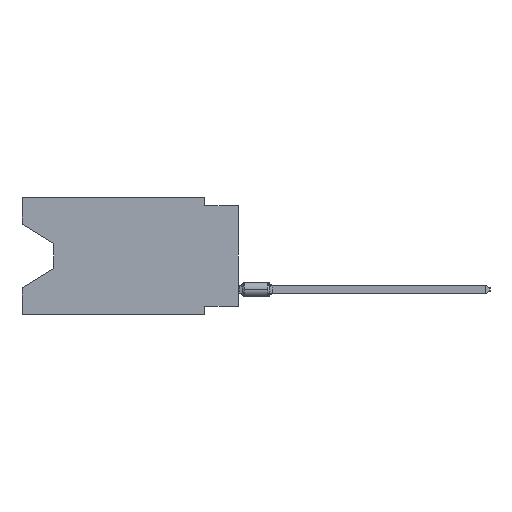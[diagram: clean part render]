
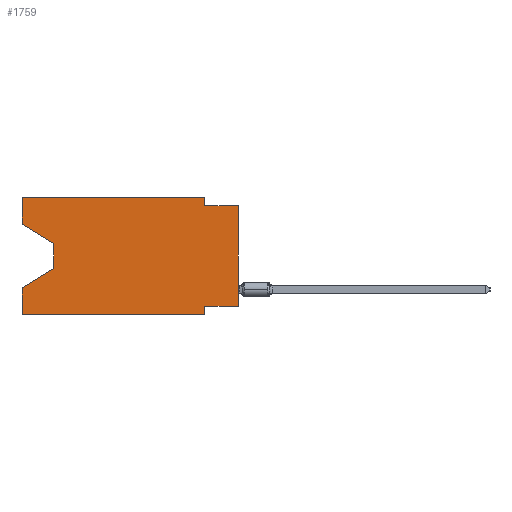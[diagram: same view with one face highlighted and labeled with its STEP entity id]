
A CAD part, left-side view. The second image highlights one B-rep face of the part: STEP entity #1759.
In plain terms, the highlighted planar face has unit normal (-1, 0, 0).
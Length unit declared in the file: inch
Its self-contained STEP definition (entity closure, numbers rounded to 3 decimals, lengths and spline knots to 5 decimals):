
#245 = LINE ( 'NONE', #4859, #3176 ) ;
#261 = CARTESIAN_POINT ( 'NONE',  ( 0., 0.1, -0.025 ) ) ;
#304 = LINE ( 'NONE', #1518, #7276 ) ;
#472 = EDGE_CURVE ( 'NONE', #8471, #13054, #2611, .T. ) ;
#658 = FACE_OUTER_BOUND ( 'NONE', #14331, .T. ) ;
#1118 = ORIENTED_EDGE ( 'NONE', *, *, #9957, .T. ) ;
#1518 = CARTESIAN_POINT ( 'NONE',  ( 0., 0.645, -0.35 ) ) ;
#1759 = ADVANCED_FACE ( 'NONE', ( #658 ), #1796, .F. ) ;
#1796 = PLANE ( 'NONE',  #5555 ) ;
#2314 = DIRECTION ( 'NONE',  ( 0., 0., -1. ) ) ;
#2339 = CARTESIAN_POINT ( 'NONE',  ( 0., 0.1, 0. ) ) ;
#2401 = EDGE_CURVE ( 'NONE', #13245, #10826, #304, .T. ) ;
#2496 = VERTEX_POINT ( 'NONE', #3643 ) ;
#2611 = LINE ( 'NONE', #14096, #8392 ) ;
#2749 = EDGE_CURVE ( 'NONE', #13166, #11950, #12094, .T. ) ;
#2788 = LINE ( 'NONE', #10771, #14849 ) ;
#2836 = EDGE_CURVE ( 'NONE', #11950, #8164, #3019, .T. ) ;
#3019 = LINE ( 'NONE', #5430, #14840 ) ;
#3057 = ORIENTED_EDGE ( 'NONE', *, *, #2749, .F. ) ;
#3176 = VECTOR ( 'NONE', #9516, 39.37008 ) ;
#3180 = EDGE_CURVE ( 'NONE', #8471, #4128, #2788, .T. ) ;
#3268 = LINE ( 'NONE', #10039, #12485 ) ;
#3480 = EDGE_CURVE ( 'NONE', #4128, #10826, #245, .T. ) ;
#3607 = DIRECTION ( 'NONE',  ( 0., 0., 1. ) ) ;
#3643 = CARTESIAN_POINT ( 'NONE',  ( 0., 0.55, -0.212 ) ) ;
#3844 = CARTESIAN_POINT ( 'NONE',  ( 0., 0.1, -0.35 ) ) ;
#3967 = ORIENTED_EDGE ( 'NONE', *, *, #3180, .F. ) ;
#4005 = VECTOR ( 'NONE', #3607, 39.37008 ) ;
#4128 = VERTEX_POINT ( 'NONE', #4230 ) ;
#4132 = VECTOR ( 'NONE', #8587, 39.37008 ) ;
#4230 = CARTESIAN_POINT ( 'NONE',  ( 0., 0.1, -0.325 ) ) ;
#4418 = ORIENTED_EDGE ( 'NONE', *, *, #11142, .T. ) ;
#4471 = CARTESIAN_POINT ( 'NONE',  ( 0., 0.645, -0.26975 ) ) ;
#4859 = CARTESIAN_POINT ( 'NONE',  ( 0., 0.1, -0.35 ) ) ;
#4911 = DIRECTION ( 'NONE',  ( 0., -1., 0. ) ) ;
#5263 = DIRECTION ( 'NONE',  ( 1., 0., 0. ) ) ;
#5430 = CARTESIAN_POINT ( 'NONE',  ( 0., 0.1, 0. ) ) ;
#5465 = CARTESIAN_POINT ( 'NONE',  ( 0., 0.55, -0.138 ) ) ;
#5555 = AXIS2_PLACEMENT_3D ( 'NONE', #14502, #5263, #11137 ) ;
#5830 = EDGE_CURVE ( 'NONE', #10462, #13166, #9466, .T. ) ;
#5891 = CARTESIAN_POINT ( 'NONE',  ( 0., 0., -0.025 ) ) ;
#5896 = VECTOR ( 'NONE', #2314, 39.37008 ) ;
#6017 = LINE ( 'NONE', #9460, #4005 ) ;
#6093 = VECTOR ( 'NONE', #11836, 39.37008 ) ;
#6245 = DIRECTION ( 'NONE',  ( 0., 0., 1. ) ) ;
#6607 = ORIENTED_EDGE ( 'NONE', *, *, #13177, .F. ) ;
#7178 = ORIENTED_EDGE ( 'NONE', *, *, #3480, .F. ) ;
#7276 = VECTOR ( 'NONE', #4911, 39.37008 ) ;
#7816 = ORIENTED_EDGE ( 'NONE', *, *, #2836, .F. ) ;
#8088 = LINE ( 'NONE', #12744, #5896 ) ;
#8164 = VERTEX_POINT ( 'NONE', #261 ) ;
#8181 = EDGE_CURVE ( 'NONE', #8465, #2496, #8088, .T. ) ;
#8392 = VECTOR ( 'NONE', #6245, 39.37008 ) ;
#8465 = VERTEX_POINT ( 'NONE', #5465 ) ;
#8471 = VERTEX_POINT ( 'NONE', #13698 ) ;
#8587 = DIRECTION ( 'NONE',  ( 0., -1., 0. ) ) ;
#9030 = DIRECTION ( 'NONE',  ( 0., 0., -1. ) ) ;
#9274 = ORIENTED_EDGE ( 'NONE', *, *, #472, .T. ) ;
#9318 = EDGE_CURVE ( 'NONE', #13245, #9915, #6017, .T. ) ;
#9460 = CARTESIAN_POINT ( 'NONE',  ( 0., 0.645, 0. ) ) ;
#9466 = LINE ( 'NONE', #11757, #6093 ) ;
#9487 = LINE ( 'NONE', #5891, #13760 ) ;
#9516 = DIRECTION ( 'NONE',  ( 0., 0., -1. ) ) ;
#9559 = CARTESIAN_POINT ( 'NONE',  ( 0., 0.645, 0. ) ) ;
#9722 = CARTESIAN_POINT ( 'NONE',  ( 0., 0.645, 0. ) ) ;
#9915 = VERTEX_POINT ( 'NONE', #4471 ) ;
#9957 = EDGE_CURVE ( 'NONE', #2496, #9915, #3268, .T. ) ;
#10037 = LINE ( 'NONE', #12182, #13244 ) ;
#10039 = CARTESIAN_POINT ( 'NONE',  ( 0., 0.55, -0.212 ) ) ;
#10124 = ORIENTED_EDGE ( 'NONE', *, *, #2401, .T. ) ;
#10462 = VERTEX_POINT ( 'NONE', #13079 ) ;
#10541 = ORIENTED_EDGE ( 'NONE', *, *, #9318, .F. ) ;
#10771 = CARTESIAN_POINT ( 'NONE',  ( 0., 0., -0.325 ) ) ;
#10826 = VERTEX_POINT ( 'NONE', #3844 ) ;
#11034 = DIRECTION ( 'NONE',  ( 0., -0.855, -0.519 ) ) ;
#11080 = CARTESIAN_POINT ( 'NONE',  ( 0., 0.645, -0.35 ) ) ;
#11137 = DIRECTION ( 'NONE',  ( 0., 0., -1. ) ) ;
#11142 = EDGE_CURVE ( 'NONE', #10462, #8465, #10037, .T. ) ;
#11757 = CARTESIAN_POINT ( 'NONE',  ( 0., 0.645, 0. ) ) ;
#11836 = DIRECTION ( 'NONE',  ( 0., 0., 1. ) ) ;
#11950 = VERTEX_POINT ( 'NONE', #2339 ) ;
#11962 = ORIENTED_EDGE ( 'NONE', *, *, #8181, .T. ) ;
#12094 = LINE ( 'NONE', #9722, #4132 ) ;
#12144 = DIRECTION ( 'NONE',  ( 0., 1., 0. ) ) ;
#12182 = CARTESIAN_POINT ( 'NONE',  ( 0., 0.645, -0.08025 ) ) ;
#12401 = DIRECTION ( 'NONE',  ( 0., 0.855, -0.519 ) ) ;
#12485 = VECTOR ( 'NONE', #12401, 39.37008 ) ;
#12744 = CARTESIAN_POINT ( 'NONE',  ( 0., 0.55, -0.138 ) ) ;
#12775 = DIRECTION ( 'NONE',  ( 0., -1., 0. ) ) ;
#13054 = VERTEX_POINT ( 'NONE', #14823 ) ;
#13079 = CARTESIAN_POINT ( 'NONE',  ( 0., 0.645, -0.08025 ) ) ;
#13166 = VERTEX_POINT ( 'NONE', #9559 ) ;
#13177 = EDGE_CURVE ( 'NONE', #8164, #13054, #9487, .T. ) ;
#13244 = VECTOR ( 'NONE', #11034, 39.37008 ) ;
#13245 = VERTEX_POINT ( 'NONE', #11080 ) ;
#13698 = CARTESIAN_POINT ( 'NONE',  ( 0., 0., -0.325 ) ) ;
#13760 = VECTOR ( 'NONE', #12775, 39.37008 ) ;
#13787 = ORIENTED_EDGE ( 'NONE', *, *, #5830, .F. ) ;
#14096 = CARTESIAN_POINT ( 'NONE',  ( 0., 0., 0. ) ) ;
#14331 = EDGE_LOOP ( 'NONE', ( #4418, #11962, #1118, #10541, #10124, #7178, #3967, #9274, #6607, #7816, #3057, #13787 ) ) ;
#14502 = CARTESIAN_POINT ( 'NONE',  ( 0., 0.645, 0. ) ) ;
#14823 = CARTESIAN_POINT ( 'NONE',  ( 0., 0., -0.025 ) ) ;
#14840 = VECTOR ( 'NONE', #9030, 39.37008 ) ;
#14849 = VECTOR ( 'NONE', #12144, 39.37008 ) ;
